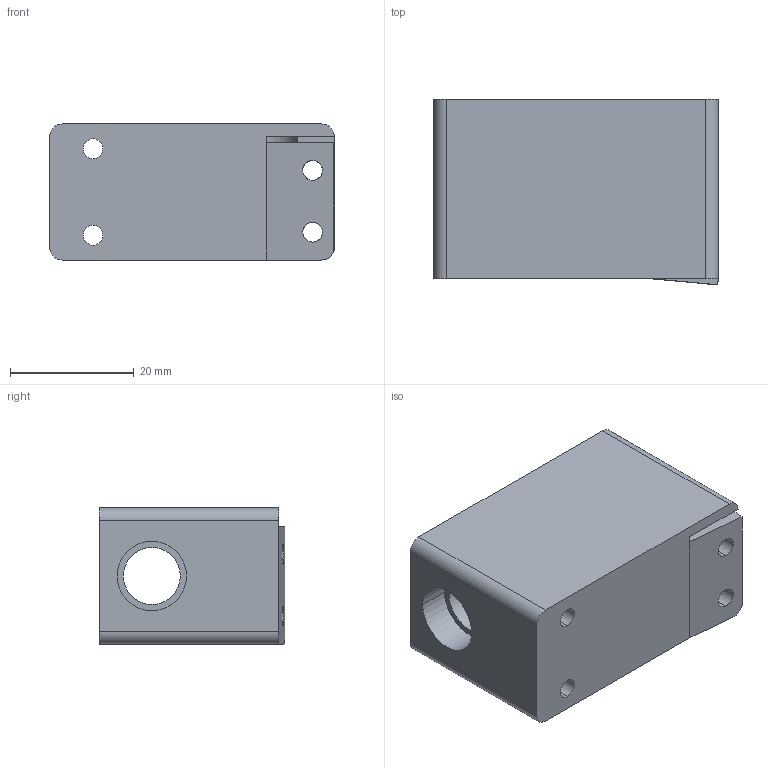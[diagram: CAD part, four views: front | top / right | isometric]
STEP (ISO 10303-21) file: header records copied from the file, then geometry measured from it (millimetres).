
FILE_DESCRIPTION (( 'STEP AP214' ), '1' );
FILE_NAME ('drum knee mount.STEP', '2024-05-09T04:26:19', ( '' ), ( '' ), 'SwSTEP 2.0', 'SolidWorks 2023', '' );
FILE_SCHEMA (( 'AUTOMOTIVE_DESIGN' ));
Length unit declared in the file: millimetre
Products named in the file (1): drum knee mount
Bounding box: 46 x 30 x 22 mm (x, y, z)
Volume: 21210.1 mm3; surface area: 9307.3 mm2
Topology: 1 solids, 1 shells, 47 faces, 130 edges, 86 vertices
Faces by surface type: cylinder 29, plane 16, cone 2
Entity records: 1737 total; most frequent: CARTESIAN_POINT 450, DIRECTION 268, ORIENTED_EDGE 260, EDGE_CURVE 130, AXIS2_PLACEMENT_3D 102, VERTEX_POINT 86, EDGE_LOOP 66, VECTOR 64
